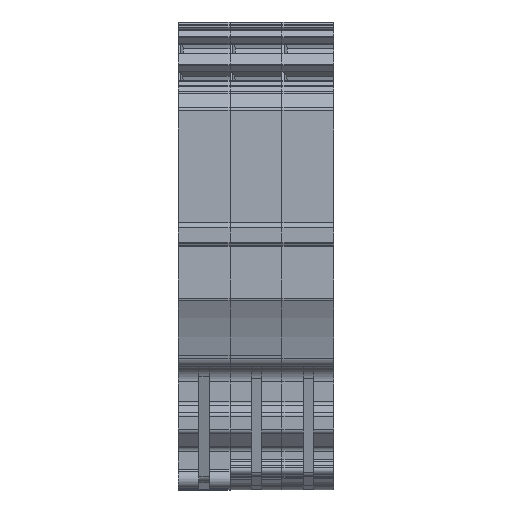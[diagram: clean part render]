
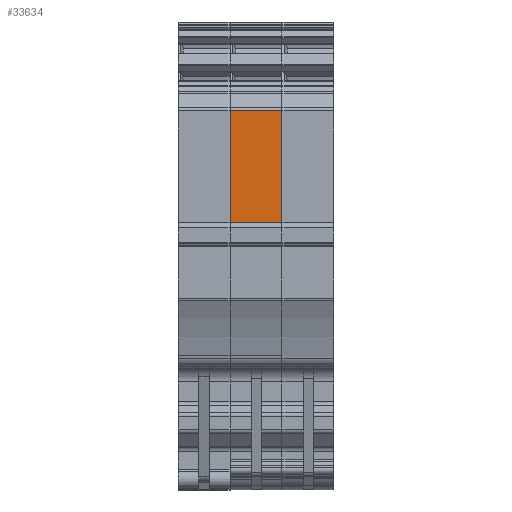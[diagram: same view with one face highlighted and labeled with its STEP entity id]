
A CAD part, front view. The second image highlights one B-rep face of the part: STEP entity #33634.
In plain terms, the highlighted planar face has unit normal (0, -1, 0).
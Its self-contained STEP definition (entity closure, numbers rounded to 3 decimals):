
#33623=AXIS2_PLACEMENT_3D('Plane Axis2P3D',#33620,#33621,#33622) ;
#25473=CARTESIAN_POINT('Vertex',(5.6,26.1,25.75)) ;
#25476=CARTESIAN_POINT('Line Origine',(5.3,26.1,25.75)) ;
#25480=CARTESIAN_POINT('Vertex',(5.,26.1,25.75)) ;
#26003=CARTESIAN_POINT('Line Origine',(7.856,26.1,23.817)) ;
#26007=CARTESIAN_POINT('Vertex',(10.,26.1,23.817)) ;
#26009=CARTESIAN_POINT('Vertex',(5.9,26.1,23.817)) ;
#26038=CARTESIAN_POINT('Vertex',(10.,26.1,36.492)) ;
#26054=CARTESIAN_POINT('Vertex',(5.,26.1,36.492)) ;
#26057=CARTESIAN_POINT('Line Origine',(7.5,26.1,36.492)) ;
#31908=CARTESIAN_POINT('Vertex',(5.9,26.1,25.23)) ;
#31911=CARTESIAN_POINT('Line Origine',(5.75,26.1,25.49)) ;
#31928=CARTESIAN_POINT('Line Origine',(5.9,26.1,24.524)) ;
#33114=CARTESIAN_POINT('Line Origine',(10.,26.1,30.154)) ;
#33388=CARTESIAN_POINT('Line Origine',(5.,26.1,31.121)) ;
#33620=CARTESIAN_POINT('Axis2P3D Location',(4.,26.1,25.75)) ;
#25477=DIRECTION('Vector Direction',(1.,0.,0.)) ;
#26004=DIRECTION('Vector Direction',(-1.,0.,0.)) ;
#26058=DIRECTION('Vector Direction',(-1.,0.,0.)) ;
#31912=DIRECTION('Vector Direction',(0.5,0.,-0.866)) ;
#31929=DIRECTION('Vector Direction',(0.,0.,1.)) ;
#33115=DIRECTION('Vector Direction',(0.,0.,-1.)) ;
#33389=DIRECTION('Vector Direction',(0.,0.,1.)) ;
#33621=DIRECTION('Axis2P3D Direction',(0.,1.,0.)) ;
#33622=DIRECTION('Axis2P3D XDirection',(0.,0.,1.)) ;
#25478=VECTOR('Line Direction',#25477,1.) ;
#26005=VECTOR('Line Direction',#26004,1.) ;
#26059=VECTOR('Line Direction',#26058,1.) ;
#31913=VECTOR('Line Direction',#31912,1.) ;
#31930=VECTOR('Line Direction',#31929,1.) ;
#33116=VECTOR('Line Direction',#33115,1.) ;
#33390=VECTOR('Line Direction',#33389,1.) ;
#33626=ORIENTED_EDGE('',*,*,#26061,.F.) ;
#33627=ORIENTED_EDGE('',*,*,#33392,.F.) ;
#33628=ORIENTED_EDGE('',*,*,#25482,.T.) ;
#33629=ORIENTED_EDGE('',*,*,#31915,.T.) ;
#33630=ORIENTED_EDGE('',*,*,#31932,.F.) ;
#33631=ORIENTED_EDGE('',*,*,#26011,.F.) ;
#33632=ORIENTED_EDGE('',*,*,#33118,.F.) ;
#33634=ADVANCED_FACE('V3',(#33633),#33624,.F.) ;
#25482=EDGE_CURVE('',#25481,#25474,#25479,.T.) ;
#26011=EDGE_CURVE('',#26008,#26010,#26006,.T.) ;
#26061=EDGE_CURVE('',#26055,#26039,#26060,.F.) ;
#31915=EDGE_CURVE('',#25474,#31909,#31914,.T.) ;
#31932=EDGE_CURVE('',#26010,#31909,#31931,.T.) ;
#33118=EDGE_CURVE('',#26039,#26008,#33117,.T.) ;
#33392=EDGE_CURVE('',#25481,#26055,#33391,.T.) ;
#33625=EDGE_LOOP('',(#33626,#33627,#33628,#33629,#33630,#33631,#33632)) ;
#33633=FACE_OUTER_BOUND('',#33625,.T.) ;
#25479=LINE('Line',#25476,#25478) ;
#26006=LINE('Line',#26003,#26005) ;
#26060=LINE('Line',#26057,#26059) ;
#31914=LINE('Line',#31911,#31913) ;
#31931=LINE('Line',#31928,#31930) ;
#33117=LINE('Line',#33114,#33116) ;
#33391=LINE('Line',#33388,#33390) ;
#33624=PLANE('',#33623) ;
#25474=VERTEX_POINT('',#25473) ;
#25481=VERTEX_POINT('',#25480) ;
#26008=VERTEX_POINT('',#26007) ;
#26010=VERTEX_POINT('',#26009) ;
#26039=VERTEX_POINT('',#26038) ;
#26055=VERTEX_POINT('',#26054) ;
#31909=VERTEX_POINT('',#31908) ;
